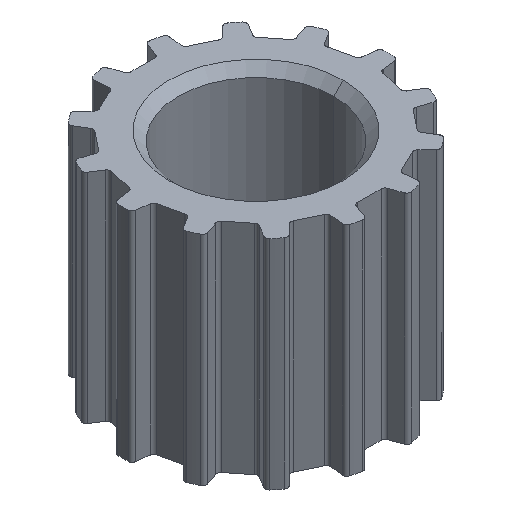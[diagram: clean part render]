
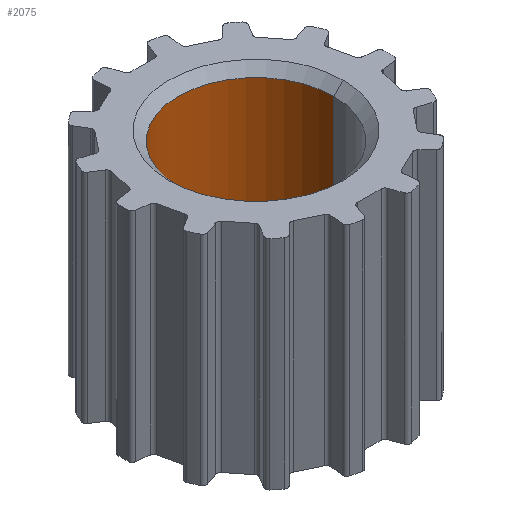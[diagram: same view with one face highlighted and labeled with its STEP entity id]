
A CAD part, isometric view. The second image highlights one B-rep face of the part: STEP entity #2075.
In plain terms, the highlighted cylindrical face has radius 2.5 mm (diameter 5 mm), a partial arc.
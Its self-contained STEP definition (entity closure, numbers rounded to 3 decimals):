
#163 = LINE ( 'NONE', #2733, #165 ) ;
#165 = VECTOR ( 'NONE', #2731, 1000. ) ;
#182 = LINE ( 'NONE', #2743, #186 ) ;
#186 = VECTOR ( 'NONE', #2746, 1000. ) ;
#324 = AXIS2_PLACEMENT_3D ( 'NONE', #1473, #1474, #1472 ) ;
#791 = EDGE_LOOP ( 'NONE', ( #2391, #2392, #2393, #2394 ) ) ;
#1193 = EDGE_CURVE ( 'NONE', #2525, #2529, #163, .T. ) ;
#1208 = EDGE_CURVE ( 'NONE', #2528, #2527, #182, .T. ) ;
#1472 = DIRECTION ( 'NONE',  ( 1., 0., 0. ) ) ;
#1473 = CARTESIAN_POINT ( 'NONE',  ( 0., 0., 0. ) ) ;
#1474 = DIRECTION ( 'NONE',  ( 0., 0., 1. ) ) ;
#1487 = CARTESIAN_POINT ( 'NONE',  ( -2.5, 0., -3.2 ) ) ;
#1489 = CARTESIAN_POINT ( 'NONE',  ( 2.5, 0., 3.2 ) ) ;
#1490 = CARTESIAN_POINT ( 'NONE',  ( 2.5, 0., -3.2 ) ) ;
#1491 = CARTESIAN_POINT ( 'NONE',  ( -2.5, 0., 3.2 ) ) ;
#1870 = CYLINDRICAL_SURFACE ( 'NONE', #324, 2.5 ) ;
#1873 = FACE_OUTER_BOUND ( 'NONE', #791, .T. ) ;
#2075 = ADVANCED_FACE ( 'NONE', ( #1873 ), #1870, .F. ) ;
#2391 = ORIENTED_EDGE ( 'NONE', *, *, #1193, .F. ) ;
#2392 = ORIENTED_EDGE ( 'NONE', *, *, #3264, .F. ) ;
#2393 = ORIENTED_EDGE ( 'NONE', *, *, #1208, .T. ) ;
#2394 = ORIENTED_EDGE ( 'NONE', *, *, #3265, .T. ) ;
#2525 = VERTEX_POINT ( 'NONE', #1487 ) ;
#2527 = VERTEX_POINT ( 'NONE', #1489 ) ;
#2528 = VERTEX_POINT ( 'NONE', #1490 ) ;
#2529 = VERTEX_POINT ( 'NONE', #1491 ) ;
#2731 = DIRECTION ( 'NONE',  ( 0., 0., 1. ) ) ;
#2733 = CARTESIAN_POINT ( 'NONE',  ( -2.5, 0., 0. ) ) ;
#2743 = CARTESIAN_POINT ( 'NONE',  ( 2.5, 0., 0. ) ) ;
#2746 = DIRECTION ( 'NONE',  ( 0., 0., 1. ) ) ;
#3061 = CIRCLE ( 'NONE', #4049, 2.5 ) ;
#3063 = CIRCLE ( 'NONE', #4050, 2.5 ) ;
#3264 = EDGE_CURVE ( 'NONE', #2528, #2525, #3061, .T. ) ;
#3265 = EDGE_CURVE ( 'NONE', #2527, #2529, #3063, .T. ) ;
#3842 = CARTESIAN_POINT ( 'NONE',  ( 0., 0., -3.2 ) ) ;
#3843 = DIRECTION ( 'NONE',  ( 0., 0., 1. ) ) ;
#3844 = DIRECTION ( 'NONE',  ( 1., 0., 0. ) ) ;
#3847 = CARTESIAN_POINT ( 'NONE',  ( 0., 0., 3.2 ) ) ;
#3848 = DIRECTION ( 'NONE',  ( 0., 0., 1. ) ) ;
#3849 = DIRECTION ( 'NONE',  ( 1., 0., 0. ) ) ;
#4049 = AXIS2_PLACEMENT_3D ( 'NONE', #3842, #3843, #3844 ) ;
#4050 = AXIS2_PLACEMENT_3D ( 'NONE', #3847, #3848, #3849 ) ;
